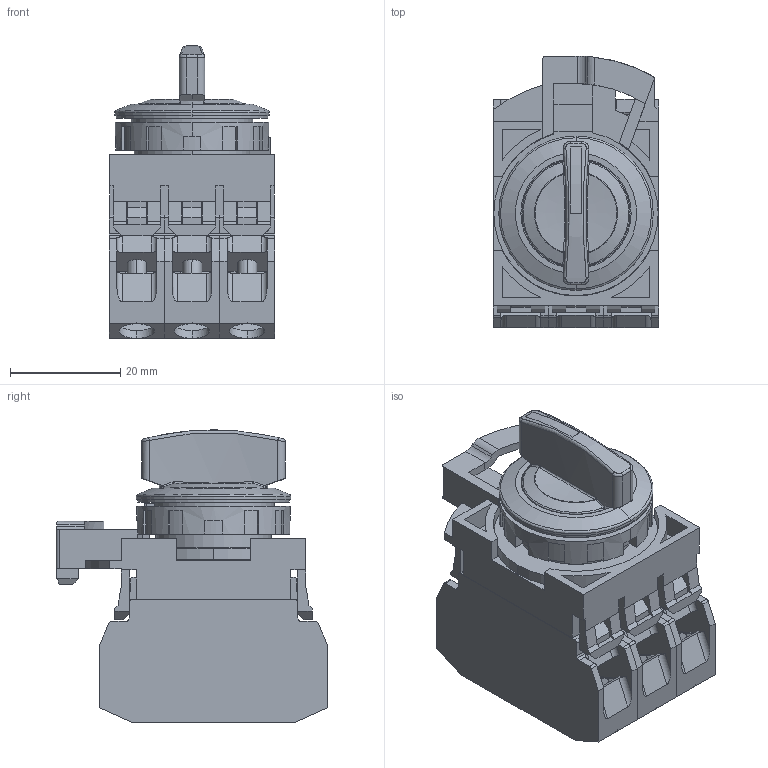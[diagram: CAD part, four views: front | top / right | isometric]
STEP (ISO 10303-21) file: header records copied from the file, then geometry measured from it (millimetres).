
FILE_DESCRIPTION (( 'STEP AP214' ), '1' );
FILE_NAME ('19_CW[1][4]S-$$Exx.STEP', '2020-09-23T01:58:51', ( 'IDEC' ), ( 'IDEC' ), 'SwSTEP 2.0', 'SolidWorks 2019', '' );
FILE_SCHEMA (( 'AUTOMOTIVE_DESIGN' ));
Length unit declared in the file: millimetre
Products named in the file (6): CW-LOCK-NUT; CW-CN; 19_CW[1][4]S-$$Exx; CW-SS-BODY; YW-Exx(R); CW-HANDLE-Y
Assembly tree (7 placements, depth 2):
  19_CW[1][4]S-$$Exx
    CW-SS-BODY
    CW-HANDLE-Y
    CW-CN
    YW-Exx(R)  x3
    CW-LOCK-NUT
Bounding box: 30 x 49.2 x 53 mm (x, y, z)
Volume: 37613.1 mm3; surface area: 25067.8 mm2
Topology: 7 solids, 8 shells, 1007 faces, 2783 edges, 1803 vertices
Faces by surface type: plane 647, cylinder 259, bspline 68, cone 33
Entity records: 19843 total; most frequent: CARTESIAN_POINT 4936, ORIENTED_EDGE 3198, DIRECTION 2888, EDGE_CURVE 1599, LINE 1122, VECTOR 1122, VERTEX_POINT 1031, AXIS2_PLACEMENT_3D 883
